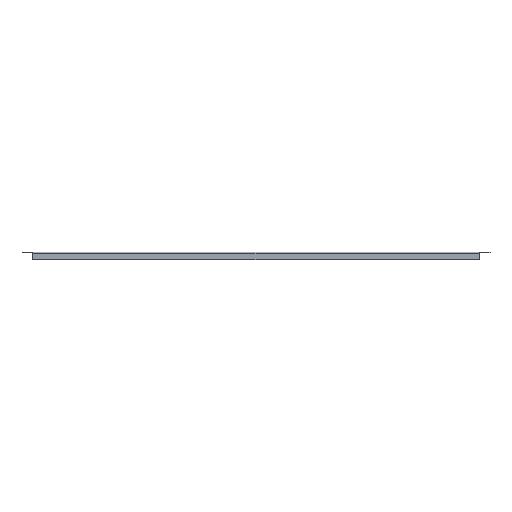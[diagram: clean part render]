
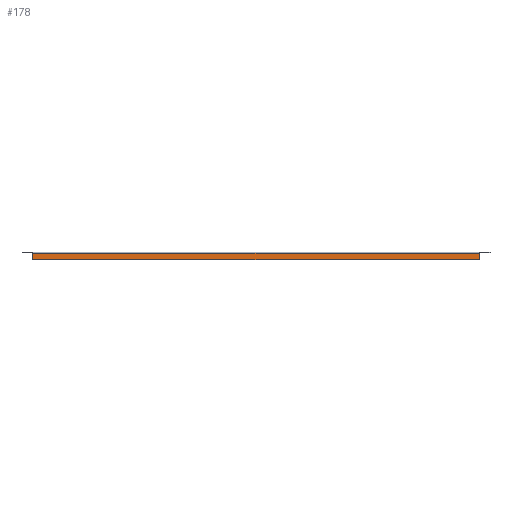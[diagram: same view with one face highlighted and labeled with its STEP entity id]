
A CAD part, front view. The second image highlights one B-rep face of the part: STEP entity #178.
In plain terms, the highlighted planar face has unit normal (0, -1, 0).
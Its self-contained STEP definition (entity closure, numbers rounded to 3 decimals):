
#7 = ORIENTED_EDGE ( 'NONE', *, *, #1173, .T. ) ;
#66 = VERTEX_POINT ( 'NONE', #811 ) ;
#141 = DIRECTION ( 'NONE',  ( -1., 0., 0. ) ) ;
#144 = DIRECTION ( 'NONE',  ( 0., 0., -1. ) ) ;
#162 = PLANE ( 'NONE',  #563 ) ;
#178 = ADVANCED_FACE ( 'NONE', ( #1673 ), #162, .T. ) ;
#181 = CARTESIAN_POINT ( 'NONE',  ( 26., -275.5, -2. ) ) ;
#195 = VECTOR ( 'NONE', #310, 1000. ) ;
#231 = VERTEX_POINT ( 'NONE', #181 ) ;
#274 = CARTESIAN_POINT ( 'NONE',  ( 1111.5, -275.5, -18. ) ) ;
#310 = DIRECTION ( 'NONE',  ( 0., 0., -1. ) ) ;
#399 = CARTESIAN_POINT ( 'NONE',  ( 26., -275.5, -18. ) ) ;
#400 = LINE ( 'NONE', #274, #195 ) ;
#461 = CARTESIAN_POINT ( 'NONE',  ( 26., -275.5, -18. ) ) ;
#476 = VERTEX_POINT ( 'NONE', #1540 ) ;
#509 = VECTOR ( 'NONE', #141, 1000. ) ;
#521 = CARTESIAN_POINT ( 'NONE',  ( 26., -275.5, -1. ) ) ;
#563 = AXIS2_PLACEMENT_3D ( 'NONE', #1095, #716, #144 ) ;
#716 = DIRECTION ( 'NONE',  ( 0., -1., 0. ) ) ;
#801 = CARTESIAN_POINT ( 'NONE',  ( 0., -275.5, -2. ) ) ;
#808 = LINE ( 'NONE', #399, #1093 ) ;
#811 = CARTESIAN_POINT ( 'NONE',  ( 1111.5, -275.5, -18. ) ) ;
#836 = EDGE_LOOP ( 'NONE', ( #1352, #7, #1431, #922 ) ) ;
#922 = ORIENTED_EDGE ( 'NONE', *, *, #926, .F. ) ;
#926 = EDGE_CURVE ( 'NONE', #66, #1062, #808, .T. ) ;
#954 = LINE ( 'NONE', #801, #509 ) ;
#1062 = VERTEX_POINT ( 'NONE', #461 ) ;
#1093 = VECTOR ( 'NONE', #1371, 1000. ) ;
#1095 = CARTESIAN_POINT ( 'NONE',  ( 0., -275.5, 0. ) ) ;
#1104 = VECTOR ( 'NONE', #1216, 1000. ) ;
#1173 = EDGE_CURVE ( 'NONE', #476, #231, #954, .T. ) ;
#1204 = EDGE_CURVE ( 'NONE', #476, #66, #400, .T. ) ;
#1216 = DIRECTION ( 'NONE',  ( 0., 0., 1. ) ) ;
#1352 = ORIENTED_EDGE ( 'NONE', *, *, #1204, .F. ) ;
#1371 = DIRECTION ( 'NONE',  ( -1., 0., 0. ) ) ;
#1431 = ORIENTED_EDGE ( 'NONE', *, *, #1750, .F. ) ;
#1540 = CARTESIAN_POINT ( 'NONE',  ( 1111.5, -275.5, -2. ) ) ;
#1635 = LINE ( 'NONE', #521, #1104 ) ;
#1673 = FACE_OUTER_BOUND ( 'NONE', #836, .T. ) ;
#1750 = EDGE_CURVE ( 'NONE', #1062, #231, #1635, .T. ) ;
